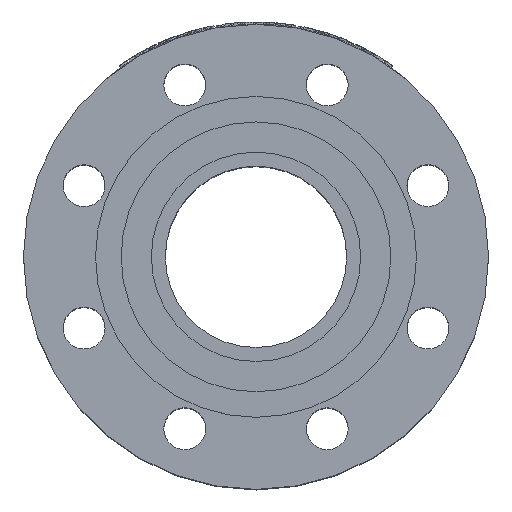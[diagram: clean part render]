
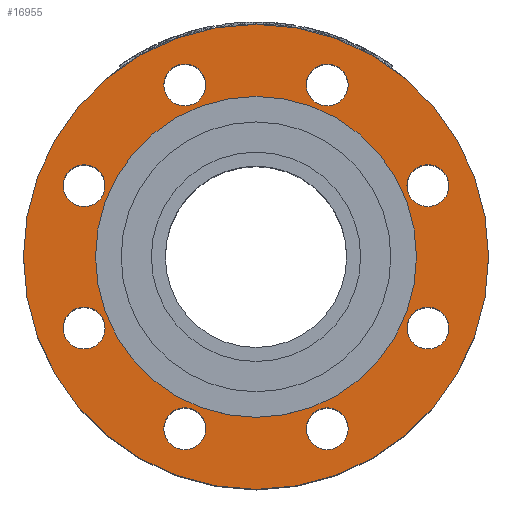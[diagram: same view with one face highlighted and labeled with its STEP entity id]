
A CAD part, top view. The second image highlights one B-rep face of the part: STEP entity #16955.
In plain terms, the highlighted planar face has unit normal (0, 0, 1).
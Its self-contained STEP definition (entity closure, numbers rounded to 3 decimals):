
#319=PLANE('',#17712);
#434=FACE_BOUND('',#2823,.T.);
#435=FACE_BOUND('',#2824,.T.);
#436=FACE_BOUND('',#2825,.T.);
#437=FACE_BOUND('',#2826,.T.);
#438=FACE_BOUND('',#2827,.T.);
#439=FACE_BOUND('',#2828,.T.);
#440=FACE_BOUND('',#2829,.T.);
#441=FACE_BOUND('',#2830,.T.);
#442=FACE_BOUND('',#2831,.T.);
#780=CIRCLE('',#17649,100.);
#794=CIRCLE('',#17687,9.);
#796=CIRCLE('',#17690,9.);
#798=CIRCLE('',#17693,9.);
#800=CIRCLE('',#17696,9.);
#802=CIRCLE('',#17699,9.);
#804=CIRCLE('',#17702,9.);
#806=CIRCLE('',#17705,9.);
#808=CIRCLE('',#17708,9.);
#811=CIRCLE('',#17713,69.);
#1816=FACE_OUTER_BOUND('',#2822,.T.);
#2822=EDGE_LOOP('',(#14688));
#2823=EDGE_LOOP('',(#14689));
#2824=EDGE_LOOP('',(#14690));
#2825=EDGE_LOOP('',(#14691));
#2826=EDGE_LOOP('',(#14692));
#2827=EDGE_LOOP('',(#14693));
#2828=EDGE_LOOP('',(#14694));
#2829=EDGE_LOOP('',(#14695));
#2830=EDGE_LOOP('',(#14696));
#2831=EDGE_LOOP('',(#14697));
#7550=VERTEX_POINT('',#40730);
#7564=VERTEX_POINT('',#40782);
#7566=VERTEX_POINT('',#40787);
#7568=VERTEX_POINT('',#40792);
#7570=VERTEX_POINT('',#40797);
#7572=VERTEX_POINT('',#40802);
#7574=VERTEX_POINT('',#40807);
#7576=VERTEX_POINT('',#40812);
#7578=VERTEX_POINT('',#40817);
#7581=VERTEX_POINT('',#40825);
#9936=EDGE_CURVE('',#7550,#7550,#780,.T.);
#9950=EDGE_CURVE('',#7564,#7564,#794,.T.);
#9952=EDGE_CURVE('',#7566,#7566,#796,.T.);
#9954=EDGE_CURVE('',#7568,#7568,#798,.T.);
#9956=EDGE_CURVE('',#7570,#7570,#800,.T.);
#9958=EDGE_CURVE('',#7572,#7572,#802,.T.);
#9960=EDGE_CURVE('',#7574,#7574,#804,.T.);
#9962=EDGE_CURVE('',#7576,#7576,#806,.T.);
#9964=EDGE_CURVE('',#7578,#7578,#808,.T.);
#9967=EDGE_CURVE('',#7581,#7581,#811,.T.);
#14688=ORIENTED_EDGE('',*,*,#9936,.F.);
#14689=ORIENTED_EDGE('',*,*,#9950,.T.);
#14690=ORIENTED_EDGE('',*,*,#9952,.T.);
#14691=ORIENTED_EDGE('',*,*,#9954,.T.);
#14692=ORIENTED_EDGE('',*,*,#9956,.T.);
#14693=ORIENTED_EDGE('',*,*,#9958,.T.);
#14694=ORIENTED_EDGE('',*,*,#9960,.T.);
#14695=ORIENTED_EDGE('',*,*,#9962,.T.);
#14696=ORIENTED_EDGE('',*,*,#9964,.T.);
#14697=ORIENTED_EDGE('',*,*,#9967,.F.);
#16955=ADVANCED_FACE('',(#1816,#434,#435,#436,#437,#438,#439,#440,#441,
#442),#319,.T.);
#17649=AXIS2_PLACEMENT_3D('',#40731,#20181,#20182);
#17687=AXIS2_PLACEMENT_3D('',#40783,#20257,#20258);
#17690=AXIS2_PLACEMENT_3D('',#40788,#20263,#20264);
#17693=AXIS2_PLACEMENT_3D('',#40793,#20269,#20270);
#17696=AXIS2_PLACEMENT_3D('',#40798,#20275,#20276);
#17699=AXIS2_PLACEMENT_3D('',#40803,#20281,#20282);
#17702=AXIS2_PLACEMENT_3D('',#40808,#20287,#20288);
#17705=AXIS2_PLACEMENT_3D('',#40813,#20293,#20294);
#17708=AXIS2_PLACEMENT_3D('',#40818,#20299,#20300);
#17712=AXIS2_PLACEMENT_3D('',#40824,#20307,#20308);
#17713=AXIS2_PLACEMENT_3D('',#40826,#20309,#20310);
#20181=DIRECTION('center_axis',(0.,0.,-1.));
#20182=DIRECTION('ref_axis',(-1.,0.,0.));
#20257=DIRECTION('center_axis',(0.,0.,-1.));
#20258=DIRECTION('ref_axis',(0.707,-0.707,0.));
#20263=DIRECTION('center_axis',(0.,0.,-1.));
#20264=DIRECTION('ref_axis',(0.,-1.,0.));
#20269=DIRECTION('center_axis',(0.,0.,-1.));
#20270=DIRECTION('ref_axis',(-0.707,-0.707,0.));
#20275=DIRECTION('center_axis',(0.,0.,-1.));
#20276=DIRECTION('ref_axis',(-1.,0.,0.));
#20281=DIRECTION('center_axis',(0.,0.,-1.));
#20282=DIRECTION('ref_axis',(-0.707,0.707,0.));
#20287=DIRECTION('center_axis',(0.,0.,-1.));
#20288=DIRECTION('ref_axis',(0.,1.,0.));
#20293=DIRECTION('center_axis',(0.,0.,-1.));
#20294=DIRECTION('ref_axis',(0.707,0.707,0.));
#20299=DIRECTION('center_axis',(0.,0.,-1.));
#20300=DIRECTION('ref_axis',(1.,0.,0.));
#20307=DIRECTION('center_axis',(0.,0.,1.));
#20308=DIRECTION('ref_axis',(1.,0.,0.));
#20309=DIRECTION('center_axis',(0.,0.,1.));
#20310=DIRECTION('ref_axis',(-1.,0.,0.));
#40730=CARTESIAN_POINT('',(100.,0.,149.));
#40731=CARTESIAN_POINT('Origin',(0.,0.,149.));
#40782=CARTESIAN_POINT('',(67.546,-24.251,149.));
#40783=CARTESIAN_POINT('Origin',(73.91,-30.615,149.));
#40787=CARTESIAN_POINT('',(30.615,-64.91,149.));
#40788=CARTESIAN_POINT('Origin',(30.615,-73.91,149.));
#40792=CARTESIAN_POINT('',(-24.251,-67.546,149.));
#40793=CARTESIAN_POINT('Origin',(-30.615,-73.91,149.));
#40797=CARTESIAN_POINT('',(-64.91,-30.615,149.));
#40798=CARTESIAN_POINT('Origin',(-73.91,-30.615,149.));
#40802=CARTESIAN_POINT('',(-67.546,24.251,149.));
#40803=CARTESIAN_POINT('Origin',(-73.91,30.615,149.));
#40807=CARTESIAN_POINT('',(-30.615,64.91,149.));
#40808=CARTESIAN_POINT('Origin',(-30.615,73.91,149.));
#40812=CARTESIAN_POINT('',(24.251,67.546,149.));
#40813=CARTESIAN_POINT('Origin',(30.615,73.91,149.));
#40817=CARTESIAN_POINT('',(64.91,30.615,149.));
#40818=CARTESIAN_POINT('Origin',(73.91,30.615,149.));
#40824=CARTESIAN_POINT('Origin',(0.,0.,
149.));
#40825=CARTESIAN_POINT('',(69.,0.,149.));
#40826=CARTESIAN_POINT('Origin',(0.,0.,149.));
